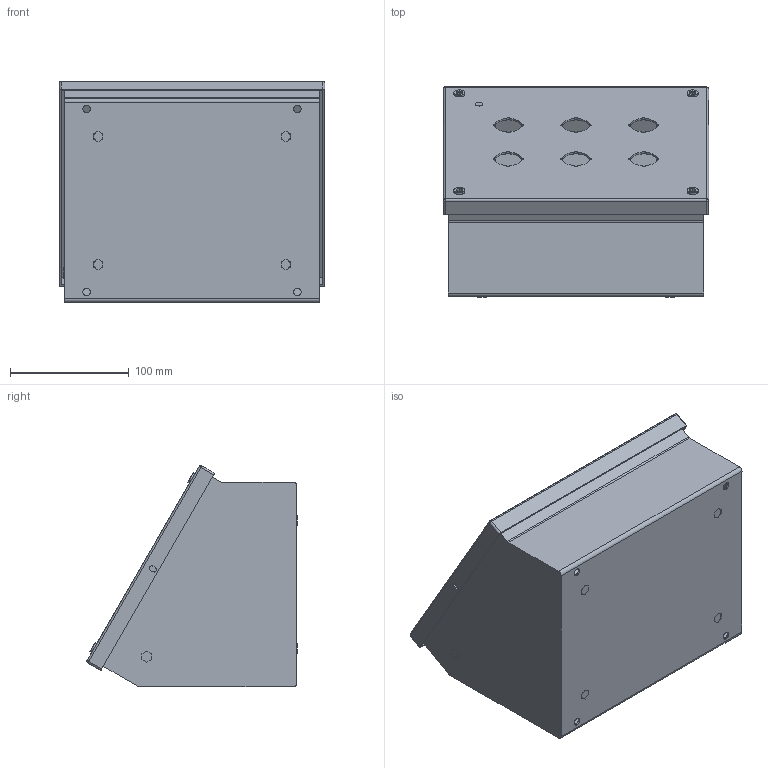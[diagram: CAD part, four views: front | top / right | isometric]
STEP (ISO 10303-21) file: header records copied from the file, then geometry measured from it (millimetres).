
FILE_DESCRIPTION (( 'STEP AP214' ), '1' );
FILE_NAME ('SCE-6PBAI.STEP', '2023-08-02T17:18:45', ( '' ), ( '' ), 'SwSTEP 2.0', 'SolidWorks 2021', '' );
FILE_SCHEMA (( 'AUTOMOTIVE_DESIGN' ));
Length unit declared in the file: inch
Products named in the file (1): SCE-6PBAI
Bounding box: 223.84 x 177.23 x 186.57 mm (x, y, z)
Volume: 350976.3 mm3; surface area: 453429.8 mm2
Topology: 7 solids, 7 shells, 607 faces, 1543 edges, 996 vertices
Faces by surface type: cylinder 335, plane 208, torus 40, cone 20, sphere 4
Full cylindrical faces by diameter (mm): 6.35 x4, 6.756 x4
Entity records: 22539 total; most frequent: CARTESIAN_POINT 7831, ORIENTED_EDGE 3062, DIRECTION 2990, EDGE_CURVE 1531, AXIS2_PLACEMENT_3D 1166, VERTEX_POINT 996, EDGE_LOOP 717, VECTOR 658
